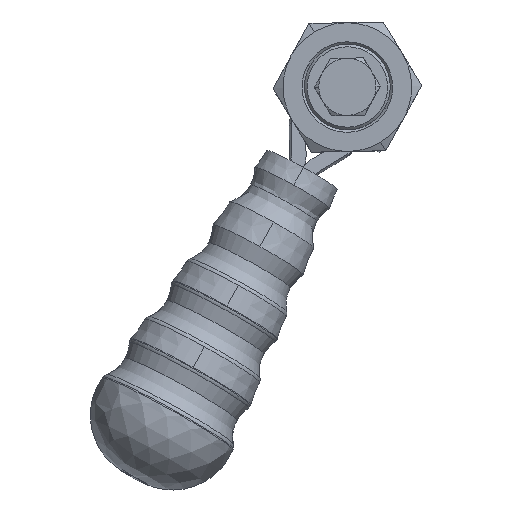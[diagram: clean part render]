
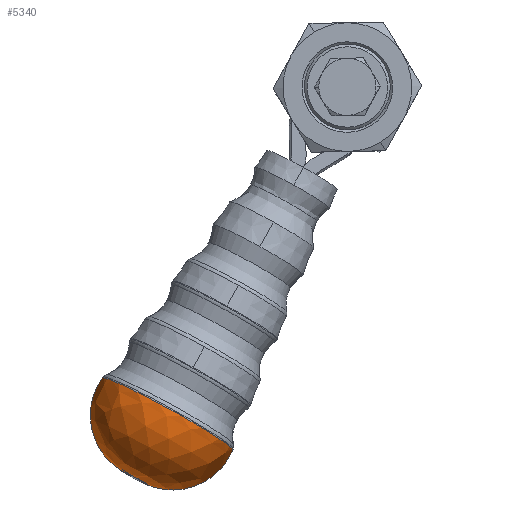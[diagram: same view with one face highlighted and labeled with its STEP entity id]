
A CAD part, top view. The second image highlights one B-rep face of the part: STEP entity #5340.
In plain terms, the highlighted free-form (B-spline) face has degree [2, 2] with [7, 9] control points.
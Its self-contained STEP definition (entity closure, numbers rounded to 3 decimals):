
#4499=CARTESIAN_POINT('',(-92.147,-111.444,-132.38));
#4500=VERTEX_POINT('',#4499);
#4501=CARTESIAN_POINT('',(-119.937,-118.702,-130.959));
#4502=VERTEX_POINT('',#4501);
#4503=CARTESIAN_POINT('',(-108.801,-104.617,-132.232));
#4504=DIRECTION('',(-0.035,-0.063,-0.997));
#4505=DIRECTION('',(0.876,-0.483,0.));
#4506=AXIS2_PLACEMENT_3D('',#4503,#4504,#4505);
#4507=CIRCLE('',#4506,18.);
#4508=EDGE_CURVE('',#4500,#4502,#4507,.T.);
#4510=CARTESIAN_POINT('',(-128.619,-91.323,-132.38));
#4511=VERTEX_POINT('',#4510);
#4512=CARTESIAN_POINT('',(-113.962,-101.77,-132.232));
#4513=DIRECTION('',(-0.035,-0.063,-0.997));
#4514=DIRECTION('',(-0.876,0.483,0.));
#4515=AXIS2_PLACEMENT_3D('',#4512,#4513,#4514);
#4516=CIRCLE('',#4515,18.);
#4517=EDGE_CURVE('',#4502,#4511,#4516,.T.);
#4543=CARTESIAN_POINT('',(-109.662,-100.076,-111.607));
#4544=VERTEX_POINT('',#4543);
#4553=CARTESIAN_POINT('',(-110.383,-101.383,-132.38));
#4554=DIRECTION('',(0.482,0.873,-0.072));
#4555=DIRECTION('',(0.035,0.063,0.997));
#4556=AXIS2_PLACEMENT_3D('',#4553,#4554,#4555);
#4557=CIRCLE('',#4556,20.827);
#4558=EDGE_CURVE('',#4544,#4500,#4557,.T.);
#5253=CARTESIAN_POINT('',(-110.383,-101.383,-132.38));
#5254=DIRECTION('',(0.482,0.873,-0.072));
#5255=DIRECTION('',(0.035,0.063,0.997));
#5256=AXIS2_PLACEMENT_3D('',#5253,#5254,#5255);
#5257=CIRCLE('',#5256,20.827);
#5258=EDGE_CURVE('',#4511,#4544,#5257,.T.);
#5263=CARTESIAN_POINT('',(-119.937,-118.702,-130.959));
#5264=CARTESIAN_POINT('',(-110.712,-125.982,-130.821));
#5265=CARTESIAN_POINT('',(-100.345,-120.492,-131.526));
#5266=CARTESIAN_POINT('',(-89.978,-115.001,-132.232));
#5267=CARTESIAN_POINT('',(-90.863,-103.303,-132.937));
#5268=CARTESIAN_POINT('',(-91.748,-91.605,-133.642));
#5269=CARTESIAN_POINT('',(-102.826,-87.685,-133.505));
#5270=CARTESIAN_POINT('',(-119.937,-118.702,-130.959));
#5271=CARTESIAN_POINT('',(-110.311,-125.255,-119.257));
#5272=CARTESIAN_POINT('',(-99.721,-119.361,-113.554));
#5273=CARTESIAN_POINT('',(-89.132,-113.467,-107.851));
#5274=CARTESIAN_POINT('',(-90.239,-102.172,-114.965));
#5275=CARTESIAN_POINT('',(-91.346,-90.878,-122.078));
#5276=CARTESIAN_POINT('',(-102.826,-87.685,-133.505));
#5277=CARTESIAN_POINT('',(-119.937,-118.702,-130.959));
#5278=CARTESIAN_POINT('',(-120.462,-119.654,-119.257));
#5279=CARTESIAN_POINT('',(-115.499,-110.657,-113.554));
#5280=CARTESIAN_POINT('',(-110.535,-101.659,-107.851));
#5281=CARTESIAN_POINT('',(-106.016,-93.468,-114.965));
#5282=CARTESIAN_POINT('',(-101.498,-85.277,-122.078));
#5283=CARTESIAN_POINT('',(-102.826,-87.685,-133.505));
#5284=CARTESIAN_POINT('',(-119.937,-118.702,-130.959));
#5285=CARTESIAN_POINT('',(-130.614,-114.054,-119.257));
#5286=CARTESIAN_POINT('',(-131.276,-101.953,-113.554));
#5287=CARTESIAN_POINT('',(-131.938,-89.852,-107.851));
#5288=CARTESIAN_POINT('',(-121.794,-84.765,-114.965));
#5289=CARTESIAN_POINT('',(-111.649,-79.677,-122.078));
#5290=CARTESIAN_POINT('',(-102.826,-87.685,-133.505));
#5291=CARTESIAN_POINT('',(-119.937,-118.702,-130.959));
#5292=CARTESIAN_POINT('',(-131.015,-114.782,-130.821));
#5293=CARTESIAN_POINT('',(-131.9,-103.084,-131.526));
#5294=CARTESIAN_POINT('',(-132.785,-91.386,-132.232));
#5295=CARTESIAN_POINT('',(-122.418,-85.895,-132.937));
#5296=CARTESIAN_POINT('',(-112.051,-80.405,-133.642));
#5297=CARTESIAN_POINT('',(-102.826,-87.685,-133.505));
#5298=CARTESIAN_POINT('',(-119.937,-118.702,-130.959));
#5299=CARTESIAN_POINT('',(-131.417,-115.509,-142.385));
#5300=CARTESIAN_POINT('',(-132.524,-104.215,-149.499));
#5301=CARTESIAN_POINT('',(-133.631,-92.92,-156.613));
#5302=CARTESIAN_POINT('',(-123.042,-87.026,-150.91));
#5303=CARTESIAN_POINT('',(-112.452,-81.132,-145.206));
#5304=CARTESIAN_POINT('',(-102.826,-87.685,-133.505));
#5305=CARTESIAN_POINT('',(-119.937,-118.702,-130.959));
#5306=CARTESIAN_POINT('',(-121.265,-121.11,-142.385));
#5307=CARTESIAN_POINT('',(-116.747,-112.919,-149.499));
#5308=CARTESIAN_POINT('',(-112.228,-104.728,-156.613));
#5309=CARTESIAN_POINT('',(-107.264,-95.73,-150.91));
#5310=CARTESIAN_POINT('',(-102.301,-86.733,-145.206));
#5311=CARTESIAN_POINT('',(-102.826,-87.685,-133.505));
#5312=CARTESIAN_POINT('',(-119.937,-118.702,-130.959));
#5313=CARTESIAN_POINT('',(-111.114,-126.71,-142.385));
#5314=CARTESIAN_POINT('',(-100.969,-121.623,-149.499));
#5315=CARTESIAN_POINT('',(-90.825,-116.535,-156.613));
#5316=CARTESIAN_POINT('',(-91.487,-104.434,-150.91));
#5317=CARTESIAN_POINT('',(-92.149,-92.333,-145.206));
#5318=CARTESIAN_POINT('',(-102.826,-87.685,-133.505));
#5319=CARTESIAN_POINT('',(-119.937,-118.702,-130.959));
#5320=CARTESIAN_POINT('',(-110.712,-125.982,-130.821));
#5321=CARTESIAN_POINT('',(-100.345,-120.492,-131.526));
#5322=CARTESIAN_POINT('',(-89.978,-115.001,-132.232));
#5323=CARTESIAN_POINT('',(-90.863,-103.303,-132.937));
#5324=CARTESIAN_POINT('',(-91.748,-91.605,-133.642));
#5325=CARTESIAN_POINT('',(-102.826,-87.685,-133.505));
#5333=(BOUNDED_SURFACE()B_SPLINE_SURFACE(2,2,((#5263,#5270,#5277,#5284,#5291,#5298,#5305,#5312,#5319),(#5264,#5271,#5278,#5285,#5292,#5299,#5306,#5313,#5320),(#5265,#5272,#5279,#5286,#5293,#5300,#5307,#5314,#5321),(#5266,#5273,#5280,#5287,#5294,#5301,#5308,#5315,#5322),(#5267,#5274,#5281,#5288,#5295,#5302,#5309,#5316,#5323),(#5268,#5275,#5282,#5289,#5296,#5303,#5310,#5317,#5324),(#5269,#5276,#5283,#5290,#5297,#5304,#5311,#5318,#5325)),.UNSPECIFIED.,.F.,.T.,.U.)B_SPLINE_SURFACE_WITH_KNOTS((3,2,2,3),(3,2,2,2,3),(-1.735,-0.578,0.578,1.735),(0.0,1.571,3.142,4.712,6.283),.UNSPECIFIED.)GEOMETRIC_REPRESENTATION_ITEM()RATIONAL_B_SPLINE_SURFACE(((1.0,0.707,1.0,0.707,1.0,0.707,1.0,0.707,1.0),(0.837,0.592,0.837,0.592,0.837,0.592,0.837,0.592,0.837),(1.0,0.707,1.0,0.707,1.0,0.707,1.0,0.707,1.0),(0.837,0.592,0.837,0.592,0.837,0.592,0.837,0.592,0.837),(1.0,0.707,1.0,0.707,1.0,0.707,1.0,0.707,1.0),(0.837,0.592,0.837,0.592,0.837,0.592,0.837,0.592,0.837),(1.0,0.707,1.0,0.707,1.0,0.707,1.0,0.707,1.0)))REPRESENTATION_ITEM('')SURFACE());
#5334=ORIENTED_EDGE('',*,*,#4508,.F.);
#5335=ORIENTED_EDGE('',*,*,#4558,.F.);
#5336=ORIENTED_EDGE('',*,*,#5258,.F.);
#5337=ORIENTED_EDGE('',*,*,#4517,.F.);
#5338=EDGE_LOOP('',(#5334,#5335,#5336,#5337));
#5339=FACE_OUTER_BOUND('',#5338,.T.);
#5340=ADVANCED_FACE('',(#5339),#5333,.T.);
